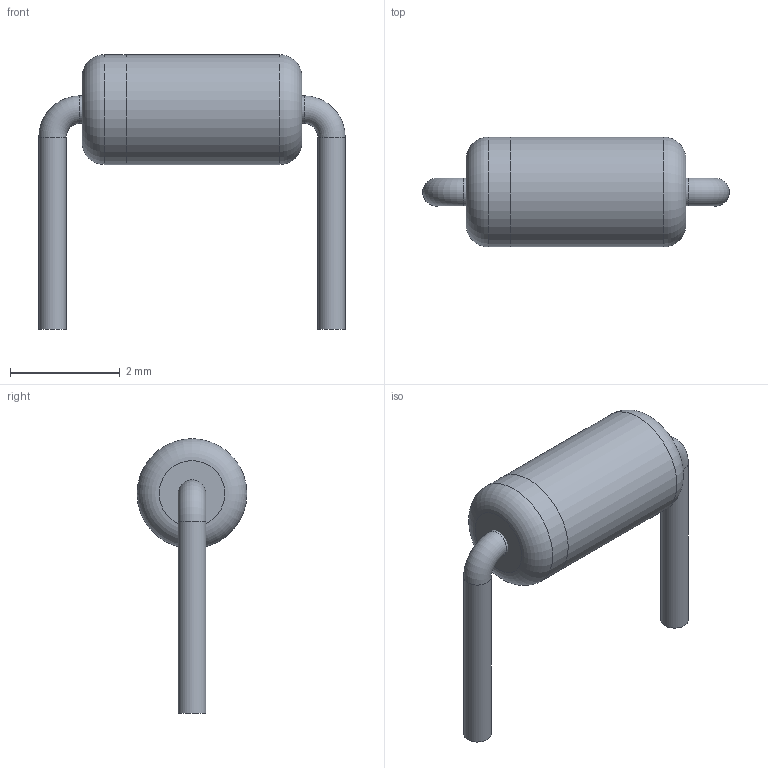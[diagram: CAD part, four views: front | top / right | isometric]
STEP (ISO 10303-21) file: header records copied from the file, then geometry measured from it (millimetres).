
FILE_DESCRIPTION(/* description */ (''),/* implementation_level */ '2;1');
FILE_NAME(/* name */ 'D_DO-35_SOD27_P5.08mm_Horizontal_Fixed_Colours3.step',/* time_stamp */ '2022-06-27T15:50:27+02:00',/* author */ (''),/* organization */ (''),/* preprocessor_version */ 'ST-DEVELOPER v19',/* originating_system */ 'Autodesk Translation Framework v11.7.0.108',/* authorisation */ '');
FILE_SCHEMA (('AUTOMOTIVE_DESIGN { 1 0 10303 214 3 1 1 }'));
Length unit declared in the file: millimetre
Products named in the file (1): D_DO-35_SOD27_P5.08mm_Horizontal
Bounding box: 5.58 x 2 x 5 mm (x, y, z)
Volume: 14.7 mm3; surface area: 55.7 mm2
Topology: 3 solids, 3 shells, 15 faces, 27 edges, 18 vertices
Faces by surface type: plane 6, cylinder 5, torus 4
Full cylindrical faces by diameter (mm): 0.5 x3, 2 x2
Entity records: 442 total; most frequent: DIRECTION 81, CARTESIAN_POINT 61, ORIENTED_EDGE 54, AXIS2_PLACEMENT_3D 38, EDGE_CURVE 27, CIRCLE 22, VERTEX_POINT 18, FACE_OUTER_BOUND 15
